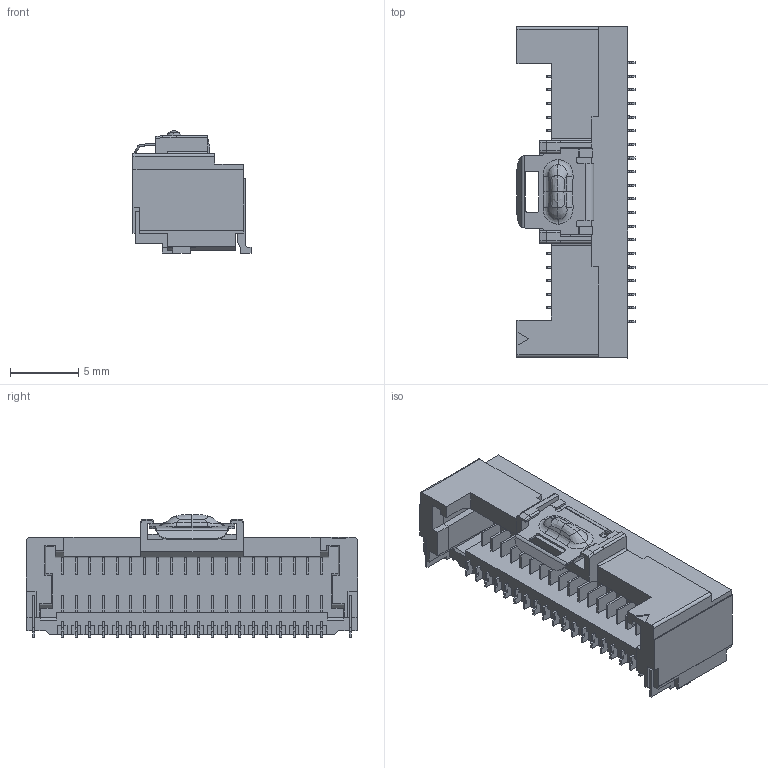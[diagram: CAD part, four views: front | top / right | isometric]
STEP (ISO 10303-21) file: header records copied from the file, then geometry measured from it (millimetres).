
FILE_DESCRIPTION(('CoCreate Modeling STEP Export'),'2;1');
FILE_NAME('DF50-40DP-1H.stp','2014-01-28T10:03:51',(''),(''),'CoCreate Modeling STEP processor for AP214 (Solid Model)','CoCreate Modeling 17.0 01-Apr-2010 (C) Parametric Technology GmbH','');
FILE_SCHEMA(('AUTOMOTIVE_DESIGN { 1 0 10303 214 1 1 1 1 }'));
Products named in the file (1): DF50-40DP-1H
Bounding box: 8.66 x 24.35 x 9 mm (x, y, z)
Volume: 708.7 mm3; surface area: 1421.1 mm2
Topology: 1 solids, 1 shells, 1057 faces, 3770 edges, 2717 vertices
Faces by surface type: plane 893, cylinder 123, bspline 41
Entity records: 60723 total; most frequent: CARTESIAN_POINT 28938, ORIENTED_EDGE 7540, DIRECTION 5576, EDGE_CURVE 3770, VECTOR 3300, LINE 3300, VERTEX_POINT 2717, AXIS2_PLACEMENT_3D 1138
